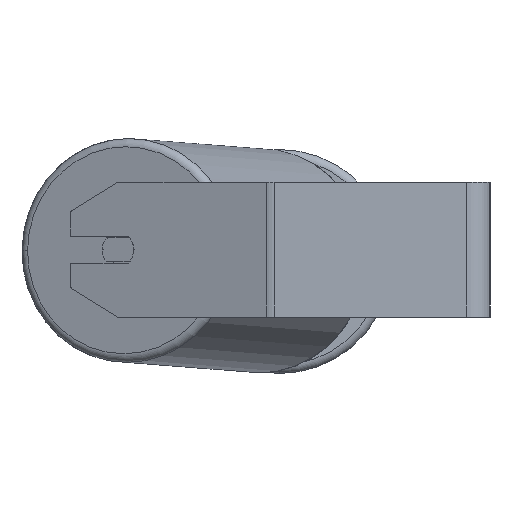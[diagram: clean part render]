
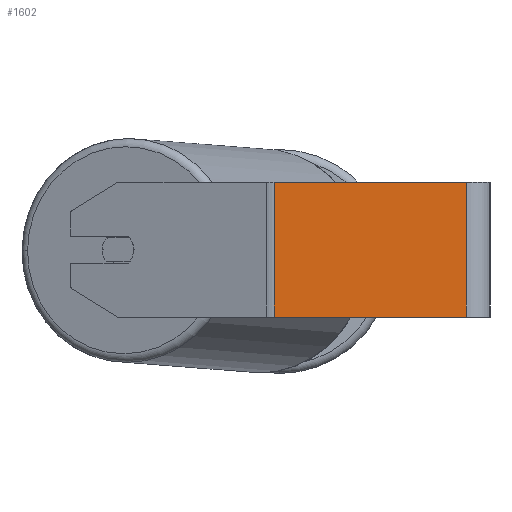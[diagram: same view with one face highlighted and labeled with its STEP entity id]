
A CAD part, left-side view. The second image highlights one B-rep face of the part: STEP entity #1602.
In plain terms, the highlighted planar face has unit normal (-1, 0, 0).
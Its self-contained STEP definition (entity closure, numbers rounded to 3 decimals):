
#76 = EDGE_CURVE ( 'NONE', #7826, #162, #3296, .T. ) ;
#162 = VERTEX_POINT ( 'NONE', #6941 ) ;
#472 = ORIENTED_EDGE ( 'NONE', *, *, #2825, .F. ) ;
#1045 = DIRECTION ( 'NONE',  ( 0., -1., 0. ) ) ;
#1176 = CARTESIAN_POINT ( 'NONE',  ( -425., 14., -40. ) ) ;
#1223 = AXIS2_PLACEMENT_3D ( 'NONE', #7812, #7063, #7680 ) ;
#1602 = ADVANCED_FACE ( 'NONE', ( #7152 ), #5062, .F. ) ;
#1789 = DIRECTION ( 'NONE',  ( 0., 0., -1. ) ) ;
#1991 = ORIENTED_EDGE ( 'NONE', *, *, #76, .T. ) ;
#2014 = DIRECTION ( 'NONE',  ( 0., 0., -1. ) ) ;
#2419 = CARTESIAN_POINT ( 'NONE',  ( -425., 130.559, 40. ) ) ;
#2456 = DIRECTION ( 'NONE',  ( 0., -1., 0. ) ) ;
#2492 = CARTESIAN_POINT ( 'NONE',  ( -425., 130.559, -40. ) ) ;
#2656 = VECTOR ( 'NONE', #1045, 1000. ) ;
#2766 = ORIENTED_EDGE ( 'NONE', *, *, #2791, .T. ) ;
#2791 = EDGE_CURVE ( 'NONE', #162, #8025, #3864, .T. ) ;
#2825 = EDGE_CURVE ( 'NONE', #7826, #2940, #7279, .T. ) ;
#2940 = VERTEX_POINT ( 'NONE', #6001 ) ;
#3179 = VECTOR ( 'NONE', #2014, 1000. ) ;
#3249 = VECTOR ( 'NONE', #1789, 1000. ) ;
#3296 = LINE ( 'NONE', #4578, #3179 ) ;
#3829 = CARTESIAN_POINT ( 'NONE',  ( -425., 14., 40. ) ) ;
#3864 = LINE ( 'NONE', #2492, #2656 ) ;
#3912 = EDGE_CURVE ( 'NONE', #2940, #8025, #7862, .T. ) ;
#4578 = CARTESIAN_POINT ( 'NONE',  ( -425., 128.09, 40. ) ) ;
#4718 = CARTESIAN_POINT ( 'NONE',  ( -425., 128.09, 40. ) ) ;
#5062 = PLANE ( 'NONE',  #1223 ) ;
#6001 = CARTESIAN_POINT ( 'NONE',  ( -425., 14., 40. ) ) ;
#6352 = VECTOR ( 'NONE', #2456, 1000. ) ;
#6941 = CARTESIAN_POINT ( 'NONE',  ( -425., 128.09, -40. ) ) ;
#7063 = DIRECTION ( 'NONE',  ( 1., 0., 0. ) ) ;
#7152 = FACE_OUTER_BOUND ( 'NONE', #8450, .T. ) ;
#7229 = ORIENTED_EDGE ( 'NONE', *, *, #3912, .F. ) ;
#7279 = LINE ( 'NONE', #2419, #6352 ) ;
#7680 = DIRECTION ( 'NONE',  ( 0., 0., -1. ) ) ;
#7812 = CARTESIAN_POINT ( 'NONE',  ( -425., 130.559, 40. ) ) ;
#7826 = VERTEX_POINT ( 'NONE', #4718 ) ;
#7862 = LINE ( 'NONE', #3829, #3249 ) ;
#8025 = VERTEX_POINT ( 'NONE', #1176 ) ;
#8450 = EDGE_LOOP ( 'NONE', ( #2766, #7229, #472, #1991 ) ) ;
